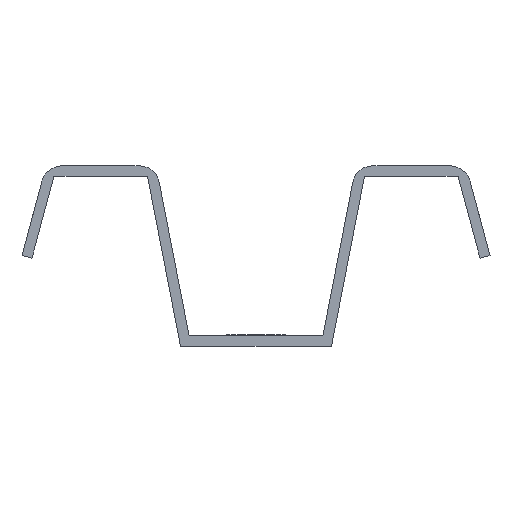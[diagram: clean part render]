
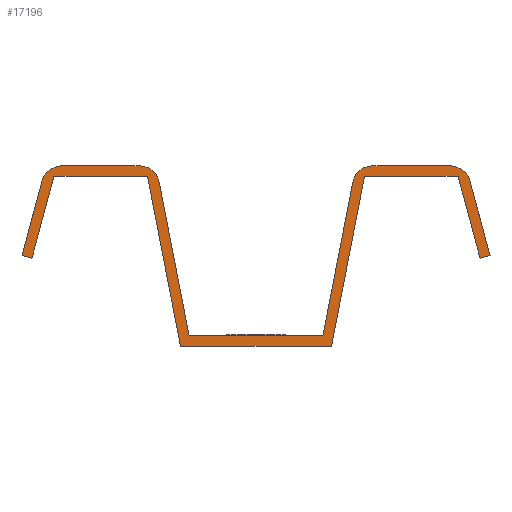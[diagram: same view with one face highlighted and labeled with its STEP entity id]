
A CAD part, front view. The second image highlights one B-rep face of the part: STEP entity #17196.
In plain terms, the highlighted planar face has unit normal (0, -1, 0).
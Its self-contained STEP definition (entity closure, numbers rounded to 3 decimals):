
#922=FACE_OUTER_BOUND('',#1624,.T.);
#1624=EDGE_LOOP('',(#15937,#15938,#15939,#15940,#15941,#15942,#15943,#15944,
#15945,#15946,#15947,#15948,#15949,#15950,#15951,#15952,#15953,#15954,#15955,
#15956));
#2026=CIRCLE('',#18102,3.);
#2027=CIRCLE('',#18175,3.);
#2030=CIRCLE('',#18286,3.);
#2032=CIRCLE('',#18369,3.);
#3718=LINE('',#27033,#5930);
#3759=LINE('',#27078,#5971);
#3917=LINE('',#27323,#6129);
#3945=LINE('',#27377,#6157);
#4040=LINE('',#27572,#6252);
#4051=LINE('',#27591,#6263);
#4058=LINE('',#27603,#6270);
#4174=LINE('',#27803,#6386);
#4232=LINE('',#27918,#6444);
#4235=LINE('',#27925,#6447);
#4236=LINE('',#27928,#6448);
#4238=LINE('',#27931,#6450);
#4239=LINE('',#27934,#6451);
#4241=LINE('',#27937,#6453);
#4242=LINE('',#27940,#6454);
#4244=LINE('',#27943,#6456);
#5930=VECTOR('',#21597,1.);
#5971=VECTOR('',#21644,1.);
#6129=VECTOR('',#21962,1.);
#6157=VECTOR('',#22034,1.);
#6252=VECTOR('',#22325,1.);
#6263=VECTOR('',#22344,1.);
#6270=VECTOR('',#22353,1.);
#6386=VECTOR('',#22629,1.);
#6444=VECTOR('',#22787,1.);
#6447=VECTOR('',#22798,1.);
#6448=VECTOR('',#22801,1.);
#6450=VECTOR('',#22805,1.);
#6451=VECTOR('',#22808,1.);
#6453=VECTOR('',#22812,1.);
#6454=VECTOR('',#22815,1.);
#6456=VECTOR('',#22819,1.);
#8219=VERTEX_POINT('',#27030);
#8220=VERTEX_POINT('',#27032);
#8221=VERTEX_POINT('',#27077);
#8225=VERTEX_POINT('',#27223);
#8226=VERTEX_POINT('',#27225);
#8227=VERTEX_POINT('',#27320);
#8228=VERTEX_POINT('',#27322);
#8232=VERTEX_POINT('',#27376);
#8233=VERTEX_POINT('',#27569);
#8234=VERTEX_POINT('',#27571);
#8238=VERTEX_POINT('',#27589);
#8241=VERTEX_POINT('',#27600);
#8242=VERTEX_POINT('',#27602);
#8244=VERTEX_POINT('',#27718);
#8246=VERTEX_POINT('',#27802);
#8248=VERTEX_POINT('',#27889);
#8253=VERTEX_POINT('',#27916);
#8254=VERTEX_POINT('',#27927);
#8255=VERTEX_POINT('',#27933);
#8256=VERTEX_POINT('',#27939);
#10342=EDGE_CURVE('',#8220,#8219,#3718,.T.);
#10383=EDGE_CURVE('',#8221,#8220,#3759,.T.);
#10467=EDGE_CURVE('',#8225,#8226,#2026,.T.);
#10543=EDGE_CURVE('',#8228,#8227,#3917,.T.);
#10571=EDGE_CURVE('',#8232,#8226,#3945,.T.);
#10591=EDGE_CURVE('',#8232,#8227,#2027,.T.);
#10668=EDGE_CURVE('',#8234,#8233,#4040,.T.);
#10679=EDGE_CURVE('',#8233,#8238,#4051,.T.);
#10686=EDGE_CURVE('',#8242,#8241,#4058,.T.);
#10762=EDGE_CURVE('',#8242,#8244,#2030,.T.);
#10804=EDGE_CURVE('',#8246,#8244,#4174,.T.);
#10848=EDGE_CURVE('',#8246,#8248,#2032,.T.);
#10864=EDGE_CURVE('',#8225,#8253,#4232,.T.);
#10867=EDGE_CURVE('',#8219,#8228,#4235,.T.);
#10868=EDGE_CURVE('',#8254,#8221,#4236,.T.);
#10870=EDGE_CURVE('',#8238,#8254,#4238,.T.);
#10871=EDGE_CURVE('',#8255,#8234,#4239,.T.);
#10873=EDGE_CURVE('',#8241,#8255,#4241,.T.);
#10874=EDGE_CURVE('',#8256,#8248,#4242,.T.);
#10876=EDGE_CURVE('',#8253,#8256,#4244,.T.);
#15937=ORIENTED_EDGE('',*,*,#10762,.F.);
#15938=ORIENTED_EDGE('',*,*,#10686,.T.);
#15939=ORIENTED_EDGE('',*,*,#10873,.T.);
#15940=ORIENTED_EDGE('',*,*,#10871,.T.);
#15941=ORIENTED_EDGE('',*,*,#10668,.T.);
#15942=ORIENTED_EDGE('',*,*,#10679,.T.);
#15943=ORIENTED_EDGE('',*,*,#10870,.T.);
#15944=ORIENTED_EDGE('',*,*,#10868,.T.);
#15945=ORIENTED_EDGE('',*,*,#10383,.T.);
#15946=ORIENTED_EDGE('',*,*,#10342,.T.);
#15947=ORIENTED_EDGE('',*,*,#10867,.T.);
#15948=ORIENTED_EDGE('',*,*,#10543,.T.);
#15949=ORIENTED_EDGE('',*,*,#10591,.F.);
#15950=ORIENTED_EDGE('',*,*,#10571,.T.);
#15951=ORIENTED_EDGE('',*,*,#10467,.F.);
#15952=ORIENTED_EDGE('',*,*,#10864,.T.);
#15953=ORIENTED_EDGE('',*,*,#10876,.T.);
#15954=ORIENTED_EDGE('',*,*,#10874,.T.);
#15955=ORIENTED_EDGE('',*,*,#10848,.F.);
#15956=ORIENTED_EDGE('',*,*,#10804,.T.);
#16494=PLANE('',#18387);
#17196=ADVANCED_FACE('',(#922),#16494,.T.);
#18102=AXIS2_PLACEMENT_3D('',#27226,#21847,#21848);
#18175=AXIS2_PLACEMENT_3D('',#27428,#22116,#22117);
#18286=AXIS2_PLACEMENT_3D('',#27719,#22506,#22507);
#18369=AXIS2_PLACEMENT_3D('',#27890,#22756,#22757);
#18387=AXIS2_PLACEMENT_3D('',#27944,#22820,#22821);
#21597=DIRECTION('',(0.259,0.,-0.966));
#21644=DIRECTION('',(1.,0.,0.));
#21847=DIRECTION('center_axis',(0.,1.,0.));
#21848=DIRECTION('ref_axis',(-0.636,0.,0.772));
#21962=DIRECTION('',(-0.259,0.,0.966));
#22034=DIRECTION('',(-1.,0.,0.));
#22116=DIRECTION('center_axis',(0.,1.,0.));
#22117=DIRECTION('ref_axis',(0.609,0.,0.793));
#22325=DIRECTION('',(1.,0.,0.));
#22344=DIRECTION('',(0.191,0.,-0.982));
#22353=DIRECTION('',(-0.259,0.,-0.966));
#22506=DIRECTION('center_axis',(0.,1.,0.));
#22507=DIRECTION('ref_axis',(-0.609,0.,0.793));
#22629=DIRECTION('',(-1.,0.,0.));
#22756=DIRECTION('center_axis',(0.,1.,0.));
#22757=DIRECTION('ref_axis',(0.636,0.,0.772));
#22787=DIRECTION('',(-0.191,0.,-0.982));
#22798=DIRECTION('',(0.966,0.,0.259));
#22801=DIRECTION('',(0.191,0.,0.982));
#22805=DIRECTION('',(1.,0.,0.));
#22808=DIRECTION('',(0.259,0.,0.966));
#22812=DIRECTION('',(0.966,0.,-0.259));
#22815=DIRECTION('',(-0.191,0.,0.982));
#22819=DIRECTION('',(-1.,0.,0.));
#22820=DIRECTION('center_axis',(0.,-1.,0.));
#22821=DIRECTION('ref_axis',(0.,0.,-1.));
#27030=CARTESIAN_POINT('',(89.103,-1992.046,-0.303));
#27032=CARTESIAN_POINT('',(85.907,-1992.046,11.625));
#27033=CARTESIAN_POINT('',(85.907,-1992.046,11.625));
#27077=CARTESIAN_POINT('',(72.292,-1992.046,11.625));
#27078=CARTESIAN_POINT('',(72.292,-1992.046,11.625));
#27223=CARTESIAN_POINT('',(70.584,-1992.046,10.698));
#27225=CARTESIAN_POINT('',(73.529,-1992.046,13.125));
#27226=CARTESIAN_POINT('Origin',(73.529,-1992.046,10.125));
#27320=CARTESIAN_POINT('',(87.654,-1992.046,10.902));
#27322=CARTESIAN_POINT('',(90.552,-1992.046,0.085));
#27323=CARTESIAN_POINT('',(90.552,-1992.046,0.085));
#27376=CARTESIAN_POINT('',(84.756,-1992.046,13.125));
#27377=CARTESIAN_POINT('',(87.058,-1992.046,13.125));
#27428=CARTESIAN_POINT('Origin',(84.756,-1992.046,10.125));
#27569=CARTESIAN_POINT('',(40.724,-1992.046,11.625));
#27571=CARTESIAN_POINT('',(27.11,-1992.046,11.625));
#27572=CARTESIAN_POINT('',(27.11,-1992.046,11.625));
#27589=CARTESIAN_POINT('',(45.535,-1992.046,-13.125));
#27591=CARTESIAN_POINT('',(40.724,-1992.046,11.625));
#27600=CARTESIAN_POINT('',(22.465,-1992.046,0.085));
#27602=CARTESIAN_POINT('',(25.363,-1992.046,10.902));
#27603=CARTESIAN_POINT('',(25.959,-1992.046,13.125));
#27718=CARTESIAN_POINT('',(28.261,-1992.046,13.125));
#27719=CARTESIAN_POINT('Origin',(28.261,-1992.046,10.125));
#27802=CARTESIAN_POINT('',(39.488,-1992.046,13.125));
#27803=CARTESIAN_POINT('',(41.961,-1992.046,13.125));
#27889=CARTESIAN_POINT('',(42.433,-1992.046,10.698));
#27890=CARTESIAN_POINT('Origin',(39.488,-1992.046,10.125));
#27916=CARTESIAN_POINT('',(66.245,-1992.046,-11.625));
#27918=CARTESIAN_POINT('',(71.056,-1992.046,13.125));
#27925=CARTESIAN_POINT('',(89.103,-1992.046,-0.303));
#27927=CARTESIAN_POINT('',(67.481,-1992.046,-13.125));
#27928=CARTESIAN_POINT('',(67.481,-1992.046,-13.125));
#27931=CARTESIAN_POINT('',(45.535,-1992.046,-13.125));
#27933=CARTESIAN_POINT('',(23.914,-1992.046,-0.303));
#27934=CARTESIAN_POINT('',(23.914,-1992.046,-0.303));
#27937=CARTESIAN_POINT('',(22.465,-1992.046,0.085));
#27939=CARTESIAN_POINT('',(46.772,-1992.046,-11.625));
#27940=CARTESIAN_POINT('',(46.772,-1992.046,-11.625));
#27943=CARTESIAN_POINT('',(66.245,-1992.046,-11.625));
#27944=CARTESIAN_POINT('Origin',(56.508,-1992.046,2.108));
